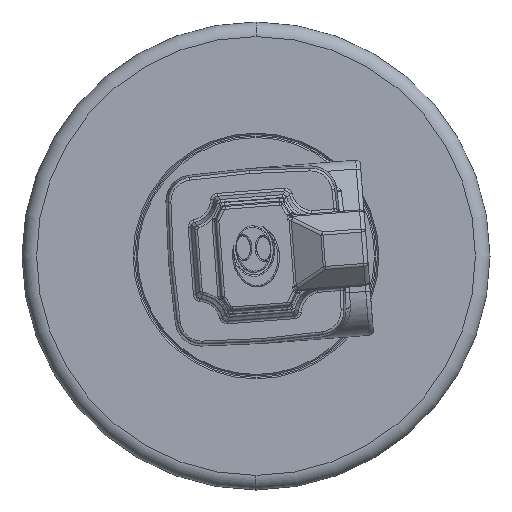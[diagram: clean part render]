
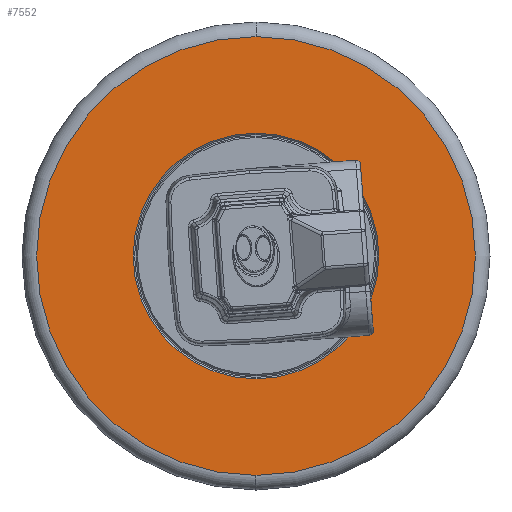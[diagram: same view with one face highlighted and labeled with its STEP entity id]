
A CAD part, left-side view. The second image highlights one B-rep face of the part: STEP entity #7552.
In plain terms, the highlighted planar face has unit normal (-1, 0, 0).
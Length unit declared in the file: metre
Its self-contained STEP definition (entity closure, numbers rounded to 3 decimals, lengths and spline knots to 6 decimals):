
#894 = ORIENTED_EDGE ( 'NONE', *, *, #29088, .T. ) ;
#1584 = DIRECTION ( 'NONE',  ( 0., 0., -1. ) ) ;
#1585 = DIRECTION ( 'NONE',  ( 1., 0., 0. ) ) ;
#1615 = CIRCLE ( 'NONE', #1663, 0.042 ) ;
#1645 = CARTESIAN_POINT ( 'NONE',  ( 0., 0., 0.042 ) ) ;
#1663 = AXIS2_PLACEMENT_3D ( 'NONE', #1693, #1585, #1584 ) ;
#1692 = CARTESIAN_POINT ( 'NONE',  ( 0., 0., -0.042 ) ) ;
#1693 = CARTESIAN_POINT ( 'NONE',  ( 0., 0., 0. ) ) ;
#1778 = CARTESIAN_POINT ( 'NONE',  ( 0., 0., -0.075 ) ) ;
#1800 = DIRECTION ( 'NONE',  ( 0., 0., 1. ) ) ;
#1801 = DIRECTION ( 'NONE',  ( -1., 0., 0. ) ) ;
#1802 = CARTESIAN_POINT ( 'NONE',  ( 0., 0., 0. ) ) ;
#1816 = AXIS2_PLACEMENT_3D ( 'NONE', #1802, #1801, #1800 ) ;
#1817 = CIRCLE ( 'NONE', #1816, 0.075 ) ;
#2130 = CARTESIAN_POINT ( 'NONE',  ( 0., 0., 0.075 ) ) ;
#4680 = CIRCLE ( 'NONE', #4710, 0.075 ) ;
#4681 = CARTESIAN_POINT ( 'NONE',  ( 0., 0., 0. ) ) ;
#4698 = DIRECTION ( 'NONE',  ( -1., 0., 0. ) ) ;
#4710 = AXIS2_PLACEMENT_3D ( 'NONE', #4681, #4698, #4715 ) ;
#4715 = DIRECTION ( 'NONE',  ( 0., 0., 1. ) ) ;
#6910 = VERTEX_POINT ( 'NONE', #1692 ) ;
#6914 = EDGE_CURVE ( 'NONE', #6915, #6910, #1615, .T. ) ;
#6915 = VERTEX_POINT ( 'NONE', #1645 ) ;
#6982 = VERTEX_POINT ( 'NONE', #1778 ) ;
#6984 = EDGE_CURVE ( 'NONE', #7050, #6982, #1817, .T. ) ;
#7050 = VERTEX_POINT ( 'NONE', #2130 ) ;
#7389 = ORIENTED_EDGE ( 'NONE', *, *, #6914, .T. ) ;
#7392 = EDGE_LOOP ( 'NONE', ( #7389, #894 ) ) ;
#7526 = EDGE_CURVE ( 'NONE', #6982, #7050, #4680, .T. ) ;
#7552 = ADVANCED_FACE ( 'NONE', ( #24160, #24126 ), #24136, .F. ) ;
#18759 = DIRECTION ( 'NONE',  ( 0., 0., -1. ) ) ;
#18760 = DIRECTION ( 'NONE',  ( 1., 0., 0. ) ) ;
#18761 = CARTESIAN_POINT ( 'NONE',  ( 0., 0., 0. ) ) ;
#18762 = AXIS2_PLACEMENT_3D ( 'NONE', #18761, #18760, #18759 ) ;
#18763 = CIRCLE ( 'NONE', #18762, 0.042 ) ;
#24120 = DIRECTION ( 'NONE',  ( 0., 0., -1. ) ) ;
#24126 = FACE_OUTER_BOUND ( 'NONE', #29136, .T. ) ;
#24136 = PLANE ( 'NONE',  #24167 ) ;
#24160 = FACE_BOUND ( 'NONE', #7392, .T. ) ;
#24162 = DIRECTION ( 'NONE',  ( 1., 0., 0. ) ) ;
#24163 = CARTESIAN_POINT ( 'NONE',  ( 0., 0.075, 0. ) ) ;
#24167 = AXIS2_PLACEMENT_3D ( 'NONE', #24163, #24162, #24120 ) ;
#29088 = EDGE_CURVE ( 'NONE', #6910, #6915, #18763, .T. ) ;
#29103 = ORIENTED_EDGE ( 'NONE', *, *, #7526, .T. ) ;
#29109 = ORIENTED_EDGE ( 'NONE', *, *, #6984, .T. ) ;
#29136 = EDGE_LOOP ( 'NONE', ( #29109, #29103 ) ) ;
